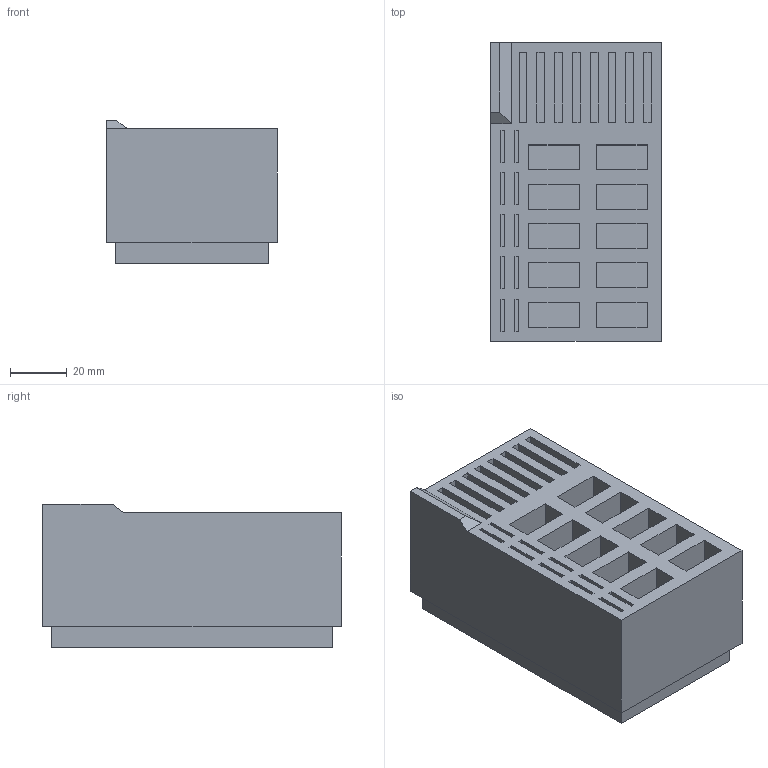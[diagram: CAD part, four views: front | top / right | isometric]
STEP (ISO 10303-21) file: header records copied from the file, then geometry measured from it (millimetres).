
FILE_DESCRIPTION(/* description */ (''),/* implementation_level */ '2;1');
FILE_NAME(/* name */ 'Online-Storage-Carrier.step',/* time_stamp */ '2024-07-24T22:25:40+05:30',/* author */ (''),/* organization */ (''),/* preprocessor_version */ 'ST-DEVELOPER v20',/* originating_system */ 'Autodesk Translation Framework v13.14.0.145',/* authorisation */ '');
FILE_SCHEMA (('AUTOMOTIVE_DESIGN { 1 0 10303 214 3 1 1 }'));
Length unit declared in the file: millimetre
Products named in the file (1): Online-Storage-Carrier
Bounding box: 60 x 105 x 50.5 mm (x, y, z)
Volume: 220953.3 mm3; surface area: 59709.5 mm2
Topology: 1 solids, 1 shells, 154 faces, 369 edges, 246 vertices
Faces by surface type: plane 154
Entity records: 4406 total; most frequent: CARTESIAN_POINT 770, ORIENTED_EDGE 738, DIRECTION 679, LINE 369, VECTOR 369, EDGE_CURVE 369, VERTEX_POINT 246, EDGE_LOOP 183
